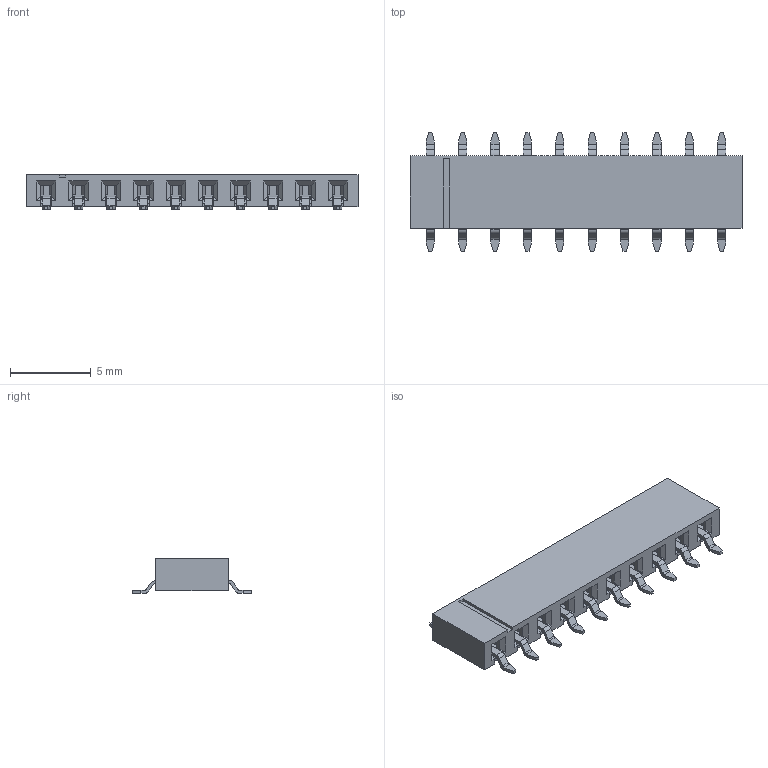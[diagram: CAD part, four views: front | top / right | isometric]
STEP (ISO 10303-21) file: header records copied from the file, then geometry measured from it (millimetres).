
FILE_DESCRIPTION( ('This file contains a STEP AP42 implementation' ,'as created by ZW3D STEP Interface translator.') ,'2;1' );
FILE_NAME( '2220-1XXMXXCUNX1.stp' ,'23 417.19 858', (''), ('ZWCAD Software Co.'), 'Version 1.0', 'ZW3D to STEP translator', '' );
FILE_SCHEMA(('AUTOMOTIVE_DESIGN { 1 0 10303 214 1 1 1 1 }'));
Length unit declared in the file: millimetre
Products named in the file (2): 0; 2220-110MG0CUNT1
Bounding box: 20.5 x 7.3 x 2.16 mm (x, y, z)
Volume: 138.7 mm3; surface area: 698 mm2
Topology: 1 solids, 1 shells, 1027 faces, 2904 edges, 1876 vertices
Faces by surface type: plane 677, cylinder 230, bspline 120
Entity records: 35121 total; most frequent: CARTESIAN_POINT 7828, ORIENTED_EDGE 5808, DIRECTION 5080, EDGE_CURVE 2904, VECTOR 2104, LINE 2104, VERTEX_POINT 1876, AXIS2_PLACEMENT_3D 1488
